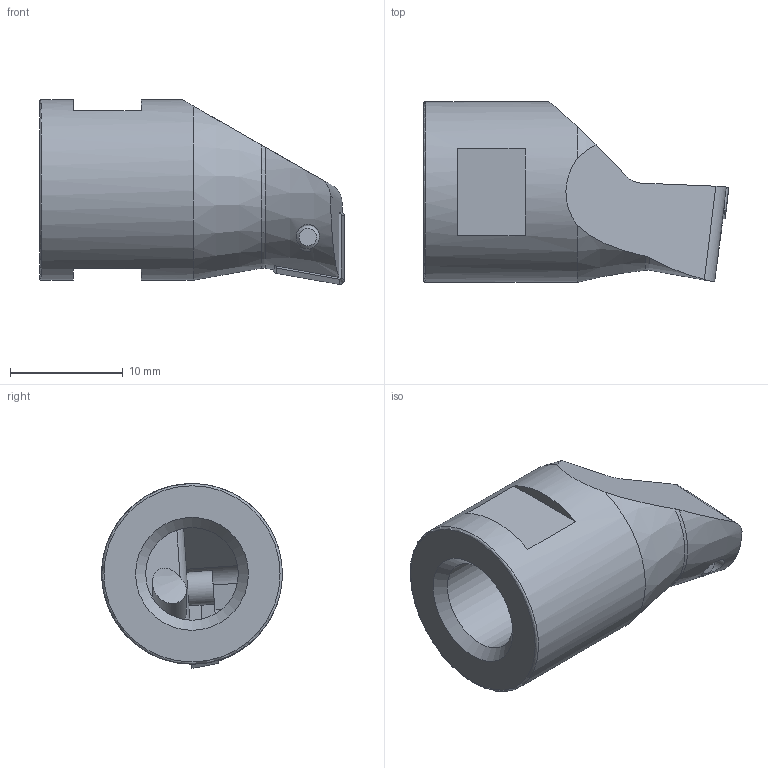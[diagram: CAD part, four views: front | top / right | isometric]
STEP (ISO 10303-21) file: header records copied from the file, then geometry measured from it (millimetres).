
FILE_DESCRIPTION (( 'STEP AP214' ), '1' );
FILE_NAME ('HS0.A17.K11.027.STEP', '2020-08-14T10:41:14', ( '' ), ( '' ), 'SwSTEP 2.0', 'SolidWorks 2017', '' );
FILE_SCHEMA (( 'AUTOMOTIVE_DESIGN' ));
Length unit declared in the file: millimetre
Products named in the file (4): HS0.A17.K11.027; HS0-A17.K11.027_B; CCMT060204; WCA-ER2.001.006_A
Assembly tree (3 placements, depth 2):
  HS0.A17.K11.027
    HS0-A17.K11.027_B
    WCA-ER2.001.006_A
    CCMT060204
Bounding box: 27 x 16 x 16.37 mm (x, y, z)
Volume: 2959.6 mm3; surface area: 1990.4 mm2
Topology: 3 solids, 3 shells, 96 faces, 234 edges, 146 vertices
Faces by surface type: plane 33, cylinder 23, cone 22, bspline 12, torus 5, sphere 1
Full cylindrical faces by diameter (mm): 2.05 x1, 2.5 x1, 2.8 x1, 3 x1, 3.4 x1, 3.85 x1, 8.2 x1, 16 x1
Entity records: 3193 total; most frequent: CARTESIAN_POINT 1040, ORIENTED_EDGE 416, DIRECTION 373, EDGE_CURVE 208, AXIS2_PLACEMENT_3D 148, VERTEX_POINT 140, EDGE_LOOP 122, FACE_OUTER_BOUND 108
